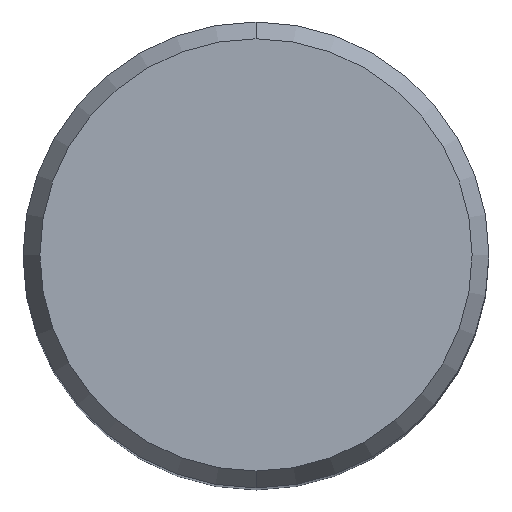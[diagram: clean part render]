
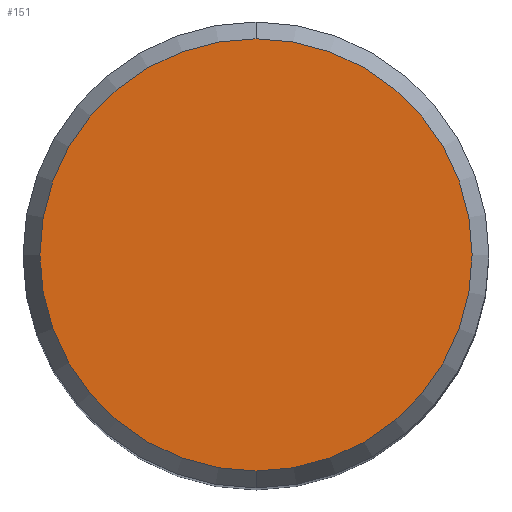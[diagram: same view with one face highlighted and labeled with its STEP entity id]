
A CAD part, top view. The second image highlights one B-rep face of the part: STEP entity #151.
In plain terms, the highlighted planar face has unit normal (0, 0, 1).
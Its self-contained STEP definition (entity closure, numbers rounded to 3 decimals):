
#111=VERTEX_POINT('',#254);
#151=ADVANCED_FACE('',(#299),#300,.T.);
#155=EDGE_CURVE('',#111,#165,#304,.T.);
#165=VERTEX_POINT('',#316);
#185=EDGE_CURVE('',#165,#111,#339,.T.);
#254=CARTESIAN_POINT('',(0.,-8.837,0.0));
#299=FACE_OUTER_BOUND('',#472,.T.);
#300=PLANE('',#473);
#304=CIRCLE('',#478,8.837);
#316=CARTESIAN_POINT('',(0.0,8.837,0.0));
#339=CIRCLE('',#521,8.837);
#472=EDGE_LOOP('',(#637,#638));
#473=AXIS2_PLACEMENT_3D('',#639,#640,#641);
#478=AXIS2_PLACEMENT_3D('',#642,#643,#644);
#521=AXIS2_PLACEMENT_3D('',#699,#700,#701);
#637=ORIENTED_EDGE('',*,*,#185,.F.);
#638=ORIENTED_EDGE('',*,*,#155,.F.);
#639=CARTESIAN_POINT('',(0.0,4.419,0.0));
#640=DIRECTION('',(-0.0,0.0,1.0));
#641=DIRECTION('',(0.0,-1.0,0.0));
#642=CARTESIAN_POINT('',(0.0,0.0,0.0));
#643=DIRECTION('',(0.0,0.0,-1.0));
#644=DIRECTION('',(0.0,1.0,0.0));
#699=CARTESIAN_POINT('',(0.0,0.0,0.0));
#700=DIRECTION('',(0.0,0.0,-1.0));
#701=DIRECTION('',(0.0,1.0,0.0));
